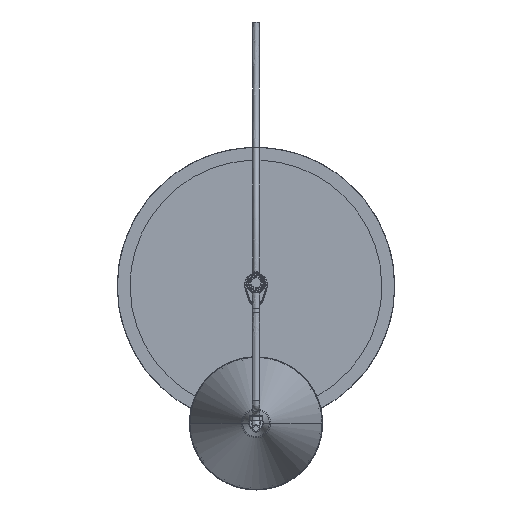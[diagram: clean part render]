
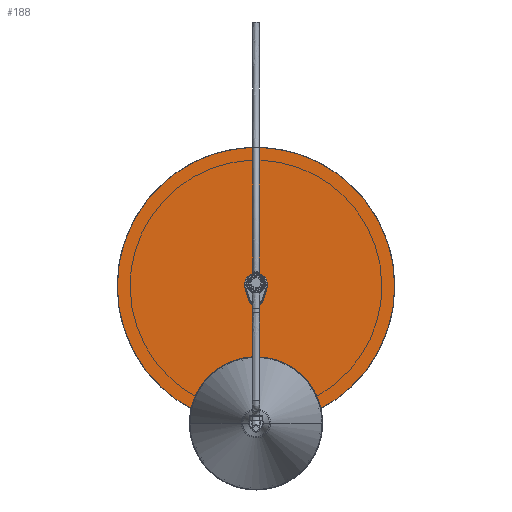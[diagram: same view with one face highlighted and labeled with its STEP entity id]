
A CAD part, top view. The second image highlights one B-rep face of the part: STEP entity #188.
In plain terms, the highlighted planar face has unit normal (0, 0, 1).
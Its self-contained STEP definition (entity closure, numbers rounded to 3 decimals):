
#188=ADVANCED_FACE($,(#452),#3247,.T.);
#452=FACE_OUTER_BOUND($,#717,.T.);
#717=EDGE_LOOP($,(#1042,#1043));
#1042=ORIENTED_EDGE($,*,*,#2146,.F.);
#1043=ORIENTED_EDGE($,*,*,#2147,.F.);
#2146=EDGE_CURVE($,#2702,#2703,#3494,.T.);
#2147=EDGE_CURVE($,#2703,#2702,#3495,.T.);
#2702=VERTEX_POINT($,#5673);
#2703=VERTEX_POINT($,#5674);
#3247=PLANE($,#5183);
#3494=(
BOUNDED_CURVE()
B_SPLINE_CURVE(2,(#5590,#5591,#5592,#5593,#5594),.UNSPECIFIED.,.F.,.F.)
B_SPLINE_CURVE_WITH_KNOTS((3,2,3),(-848.23,-636.173,-424.115),
.UNSPECIFIED.)
CURVE()
GEOMETRIC_REPRESENTATION_ITEM()
RATIONAL_B_SPLINE_CURVE((1.,0.707,1.,0.707,1.))
REPRESENTATION_ITEM($)
);
#3495=(
BOUNDED_CURVE()
B_SPLINE_CURVE(2,(#5595,#5596,#5597,#5598,#5599),.UNSPECIFIED.,.F.,.F.)
B_SPLINE_CURVE_WITH_KNOTS((3,2,3),(-424.115,-212.058,0.),
.UNSPECIFIED.)
CURVE()
GEOMETRIC_REPRESENTATION_ITEM()
RATIONAL_B_SPLINE_CURVE((1.,0.707,1.,0.707,1.))
REPRESENTATION_ITEM($)
);
#5183=AXIS2_PLACEMENT_3D($,#5639,#5282,$);
#5282=DIRECTION($,(0.,0.,1.));
#5590=CARTESIAN_POINT($,(-135.,0.,9.));
#5591=CARTESIAN_POINT($,(-135.,135.,9.));
#5592=CARTESIAN_POINT($,(0.,135.,9.));
#5593=CARTESIAN_POINT($,(135.,135.,9.));
#5594=CARTESIAN_POINT($,(135.,0.,9.));
#5595=CARTESIAN_POINT($,(135.,0.,9.));
#5596=CARTESIAN_POINT($,(135.,-135.,9.));
#5597=CARTESIAN_POINT($,(0.,-135.,9.));
#5598=CARTESIAN_POINT($,(-135.,-135.,9.));
#5599=CARTESIAN_POINT($,(-135.,0.,9.));
#5639=CARTESIAN_POINT($,(137.7,137.7,9.));
#5673=CARTESIAN_POINT($,(-135.,0.,9.));
#5674=CARTESIAN_POINT($,(135.,0.,9.));
